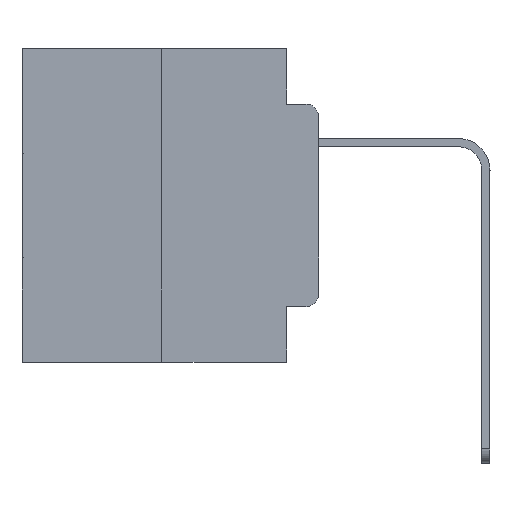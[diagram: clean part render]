
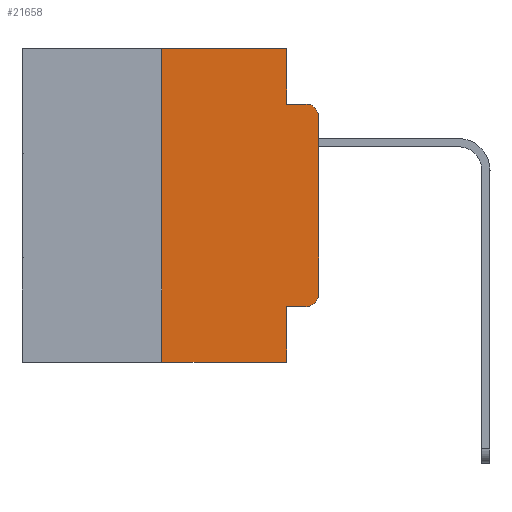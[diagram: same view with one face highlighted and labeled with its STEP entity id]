
A CAD part, left-side view. The second image highlights one B-rep face of the part: STEP entity #21658.
In plain terms, the highlighted planar face has unit normal (-1, 0, 0).
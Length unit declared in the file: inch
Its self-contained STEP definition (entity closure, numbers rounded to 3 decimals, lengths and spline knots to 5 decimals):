
#86 = EDGE_CURVE ( 'NONE', #24911, #4915, #7154, .T. ) ;
#109 = EDGE_CURVE ( 'NONE', #2337, #26334, #7753, .T. ) ;
#469 = EDGE_CURVE ( 'NONE', #2345, #15387, #24758, .T. ) ;
#503 = VERTEX_POINT ( 'NONE', #23687 ) ;
#520 = CARTESIAN_POINT ( 'NONE',  ( 0., 0.25, 0. ) ) ;
#522 = ORIENTED_EDGE ( 'NONE', *, *, #5314, .F. ) ;
#851 = CARTESIAN_POINT ( 'NONE',  ( 0., 0.02, -0.3915 ) ) ;
#1021 = CIRCLE ( 'NONE', #6469, 0.02 ) ;
#1041 = DIRECTION ( 'NONE',  ( 0., 0., 1. ) ) ;
#1163 = EDGE_CURVE ( 'NONE', #16847, #2337, #1021, .T. ) ;
#1916 = VECTOR ( 'NONE', #20795, 39.37008 ) ;
#2337 = VERTEX_POINT ( 'NONE', #3132 ) ;
#2342 = VECTOR ( 'NONE', #25598, 39.37008 ) ;
#2345 = VERTEX_POINT ( 'NONE', #23643 ) ;
#3132 = CARTESIAN_POINT ( 'NONE',  ( 0., 0., -0.3915 ) ) ;
#3168 = PLANE ( 'NONE',  #22680 ) ;
#3757 = ORIENTED_EDGE ( 'NONE', *, *, #86, .F. ) ;
#3866 = CARTESIAN_POINT ( 'NONE',  ( 0., 0.051, -0.0885 ) ) ;
#3984 = DIRECTION ( 'NONE',  ( 0., -1., 0. ) ) ;
#4076 = VECTOR ( 'NONE', #22596, 39.37008 ) ;
#4087 = DIRECTION ( 'NONE',  ( -1., 0., 0. ) ) ;
#4273 = LINE ( 'NONE', #18606, #19040 ) ;
#4449 = DIRECTION ( 'NONE',  ( 0., 0., -1. ) ) ;
#4803 = LINE ( 'NONE', #3866, #1916 ) ;
#4889 = CARTESIAN_POINT ( 'NONE',  ( 0., 0.051, 0. ) ) ;
#4915 = VERTEX_POINT ( 'NONE', #16656 ) ;
#5069 = LINE ( 'NONE', #14159, #4076 ) ;
#5087 = ORIENTED_EDGE ( 'NONE', *, *, #11044, .T. ) ;
#5314 = EDGE_CURVE ( 'NONE', #10117, #19047, #4273, .T. ) ;
#5791 = CARTESIAN_POINT ( 'NONE',  ( 0., 0.473, -0.5 ) ) ;
#6278 = FACE_OUTER_BOUND ( 'NONE', #16349, .T. ) ;
#6318 = ORIENTED_EDGE ( 'NONE', *, *, #18190, .T. ) ;
#6469 = AXIS2_PLACEMENT_3D ( 'NONE', #851, #15130, #7032 ) ;
#7032 = DIRECTION ( 'NONE',  ( 0., 0., -1. ) ) ;
#7154 = LINE ( 'NONE', #4889, #13187 ) ;
#7753 = LINE ( 'NONE', #15157, #2342 ) ;
#7762 = EDGE_CURVE ( 'NONE', #19047, #503, #4803, .T. ) ;
#9139 = ORIENTED_EDGE ( 'NONE', *, *, #1163, .T. ) ;
#9453 = LINE ( 'NONE', #12141, #21317 ) ;
#9708 = EDGE_CURVE ( 'NONE', #2345, #4915, #13369, .T. ) ;
#9719 = EDGE_CURVE ( 'NONE', #15387, #10117, #5069, .T. ) ;
#10117 = VERTEX_POINT ( 'NONE', #21964 ) ;
#10249 = DIRECTION ( 'NONE',  ( 0., -1., 0. ) ) ;
#11044 = EDGE_CURVE ( 'NONE', #24911, #16847, #9453, .T. ) ;
#11592 = ORIENTED_EDGE ( 'NONE', *, *, #109, .T. ) ;
#12141 = CARTESIAN_POINT ( 'NONE',  ( 0., 0.051, -0.4115 ) ) ;
#12984 = CARTESIAN_POINT ( 'NONE',  ( 0., 0.051, -0.0885 ) ) ;
#13187 = VECTOR ( 'NONE', #14714, 39.37008 ) ;
#13369 = LINE ( 'NONE', #5791, #25590 ) ;
#14072 = DIRECTION ( 'NONE',  ( 0., 0., -1. ) ) ;
#14159 = CARTESIAN_POINT ( 'NONE',  ( 0., 0.473, 0. ) ) ;
#14714 = DIRECTION ( 'NONE',  ( 0., 0., -1. ) ) ;
#15079 = ORIENTED_EDGE ( 'NONE', *, *, #9719, .F. ) ;
#15105 = ORIENTED_EDGE ( 'NONE', *, *, #9708, .T. ) ;
#15130 = DIRECTION ( 'NONE',  ( -1., 0., 0. ) ) ;
#15157 = CARTESIAN_POINT ( 'NONE',  ( 0., 0., 0. ) ) ;
#15239 = CARTESIAN_POINT ( 'NONE',  ( 0., 0.25, 0. ) ) ;
#15387 = VERTEX_POINT ( 'NONE', #520 ) ;
#15442 = VECTOR ( 'NONE', #1041, 39.37008 ) ;
#15498 = DIRECTION ( 'NONE',  ( 0., 0., -1. ) ) ;
#16349 = EDGE_LOOP ( 'NONE', ( #11592, #6318, #17125, #522, #15079, #26471, #15105, #3757, #5087, #9139 ) ) ;
#16656 = CARTESIAN_POINT ( 'NONE',  ( 0., 0.051, -0.5 ) ) ;
#16847 = VERTEX_POINT ( 'NONE', #20147 ) ;
#17125 = ORIENTED_EDGE ( 'NONE', *, *, #7762, .F. ) ;
#18190 = EDGE_CURVE ( 'NONE', #26334, #503, #20005, .T. ) ;
#18606 = CARTESIAN_POINT ( 'NONE',  ( 0., 0.051, 0. ) ) ;
#19040 = VECTOR ( 'NONE', #14072, 39.37008 ) ;
#19047 = VERTEX_POINT ( 'NONE', #12984 ) ;
#19569 = DIRECTION ( 'NONE',  ( 1., 0., 0. ) ) ;
#20005 = CIRCLE ( 'NONE', #24181, 0.02 ) ;
#20147 = CARTESIAN_POINT ( 'NONE',  ( 0., 0.02, -0.4115 ) ) ;
#20795 = DIRECTION ( 'NONE',  ( 0., -1., 0. ) ) ;
#21317 = VECTOR ( 'NONE', #10249, 39.37008 ) ;
#21658 = ADVANCED_FACE ( 'NONE', ( #6278 ), #3168, .F. ) ;
#21964 = CARTESIAN_POINT ( 'NONE',  ( 0., 0.051, 0. ) ) ;
#22060 = CARTESIAN_POINT ( 'NONE',  ( 0., 0.051, -0.4115 ) ) ;
#22596 = DIRECTION ( 'NONE',  ( 0., -1., 0. ) ) ;
#22680 = AXIS2_PLACEMENT_3D ( 'NONE', #23491, #19569, #15498 ) ;
#22700 = CARTESIAN_POINT ( 'NONE',  ( 0., 0.02, -0.1085 ) ) ;
#23491 = CARTESIAN_POINT ( 'NONE',  ( 0., 0.473, 0. ) ) ;
#23643 = CARTESIAN_POINT ( 'NONE',  ( 0., 0.25, -0.5 ) ) ;
#23687 = CARTESIAN_POINT ( 'NONE',  ( 0., 0.02, -0.0885 ) ) ;
#24116 = CARTESIAN_POINT ( 'NONE',  ( 0., 0., -0.1085 ) ) ;
#24181 = AXIS2_PLACEMENT_3D ( 'NONE', #22700, #4087, #4449 ) ;
#24758 = LINE ( 'NONE', #15239, #15442 ) ;
#24911 = VERTEX_POINT ( 'NONE', #22060 ) ;
#25590 = VECTOR ( 'NONE', #3984, 39.37008 ) ;
#25598 = DIRECTION ( 'NONE',  ( 0., 0., 1. ) ) ;
#26334 = VERTEX_POINT ( 'NONE', #24116 ) ;
#26471 = ORIENTED_EDGE ( 'NONE', *, *, #469, .F. ) ;
